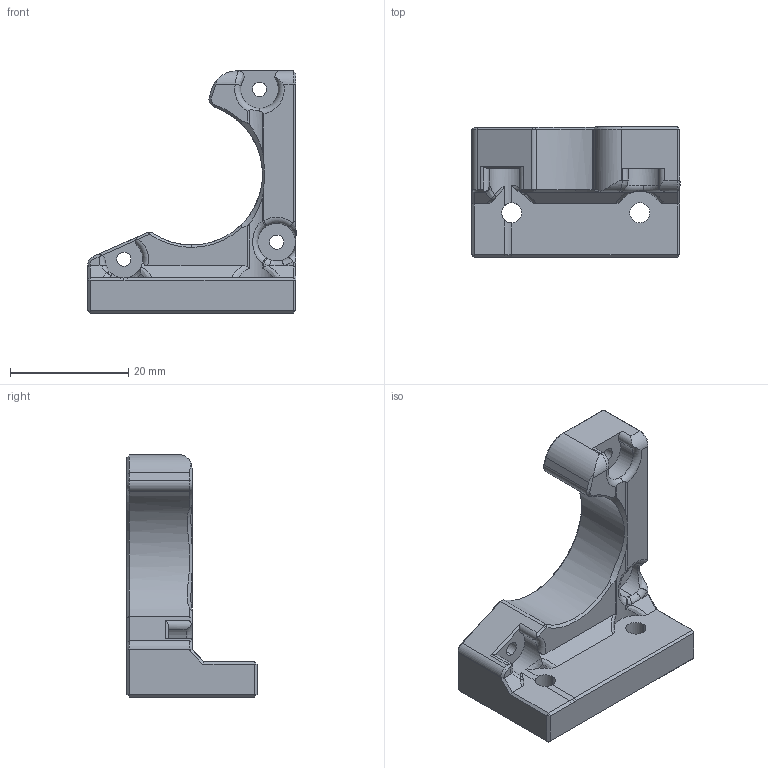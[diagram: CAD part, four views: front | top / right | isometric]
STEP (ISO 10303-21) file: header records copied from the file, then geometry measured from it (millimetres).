
FILE_DESCRIPTION (( 'STEP AP214' ), '1' );
FILE_NAME ('thicker_longboi_alt_z_motor_mount.STEP', '2021-08-22T02:39:21', ( '' ), ( '' ), 'SwSTEP 2.0', 'SolidWorks 2021', '' );
FILE_SCHEMA (( 'AUTOMOTIVE_DESIGN' ));
Length unit declared in the file: millimetre
Products named in the file (1): thicker_longboi_alt_z_motor_mount
Bounding box: 35.3 x 22 x 41 mm (x, y, z)
Volume: 9217.5 mm3; surface area: 4201.7 mm2
Topology: 1 solids, 1 shells, 138 faces, 348 edges, 209 vertices
Faces by surface type: plane 54, cylinder 36, cone 25, bspline 13, torus 7, sphere 3
Entity records: 5183 total; most frequent: CARTESIAN_POINT 2015, ORIENTED_EDGE 692, DIRECTION 615, EDGE_CURVE 346, AXIS2_PLACEMENT_3D 228, VERTEX_POINT 209, LINE 159, VECTOR 159
